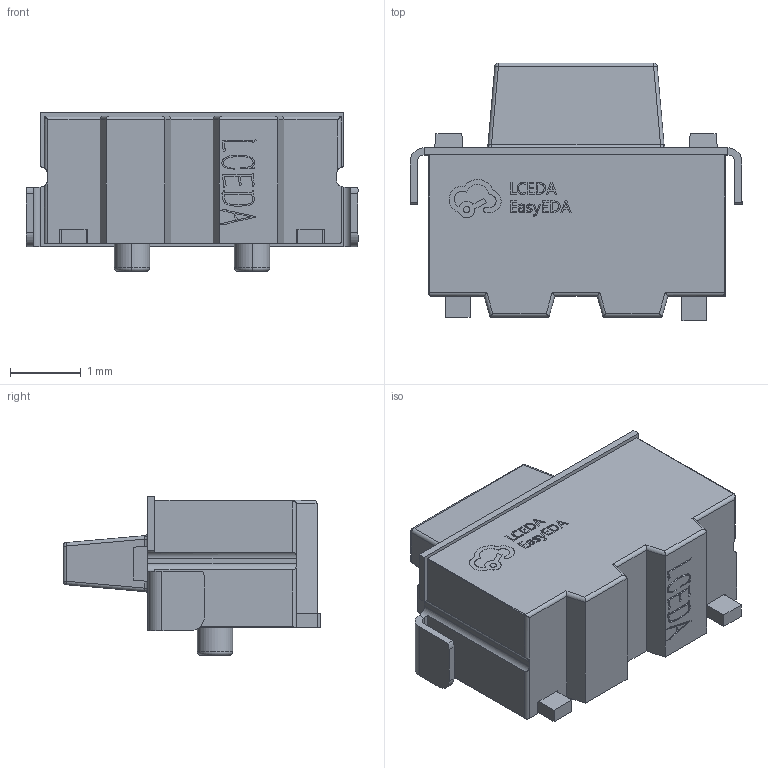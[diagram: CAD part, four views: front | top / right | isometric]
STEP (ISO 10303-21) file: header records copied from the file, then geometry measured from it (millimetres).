
FILE_DESCRIPTION(('FreeCAD Model'),'2;1');
FILE_NAME('Open CASCADE Shape Model','2024-08-26T18:48:54',('Author'),( ''),'Open CASCADE STEP processor 7.5','FreeCAD','Unknown');
FILE_SCHEMA(('AUTOMOTIVE_DESIGN { 1 0 10303 214 1 1 1 1 }'));
Length unit declared in the file: millimetre
Products named in the file (20): PCBModel; aPit-SW1; SW-SMD_L4.7-W3.5-P3.35-EH; COMPOUND016; COMPOUND; COMPOUND001; COMPOUND002; COMPOUND003; COMPOUND004; COMPOUND005; COMPOUND006; COMPOUND007; COMPOUND008; COMPOUND009; COMPOUND010; COMPOUND011; COMPOUND012; COMPOUND013; COMPOUND014; COMPOUND015
Assembly tree (19 placements, depth 5):
  PCBModel
    aPit-SW1
      SW-SMD_L4.7-W3.5-P3.35-EH
        COMPOUND016
          COMPOUND
          COMPOUND001
          COMPOUND002
          COMPOUND003
          COMPOUND004
          COMPOUND005
          COMPOUND006
          COMPOUND007
          COMPOUND008
          COMPOUND009
          COMPOUND010
          COMPOUND011
          COMPOUND012
          COMPOUND013
          COMPOUND014
          COMPOUND015
Bounding box: 4.7 x 3.65 x 2.25 mm (x, y, z)
Volume: 19.2 mm3; surface area: 57.5 mm2
Topology: 16 solids, 16 shells, 486 faces, 1278 edges, 834 vertices
Faces by surface type: plane 279, bspline 156, cylinder 43, torus 4, sphere 4
Entity records: 37944 total; most frequent: CARTESIAN_POINT 13261, DIRECTION 3573, LINE 2708, VECTOR 2708, ORIENTED_EDGE 2552, PCURVE 2552, DEFINITIONAL_REPRESENTATION 2552, EDGE_CURVE 1276
